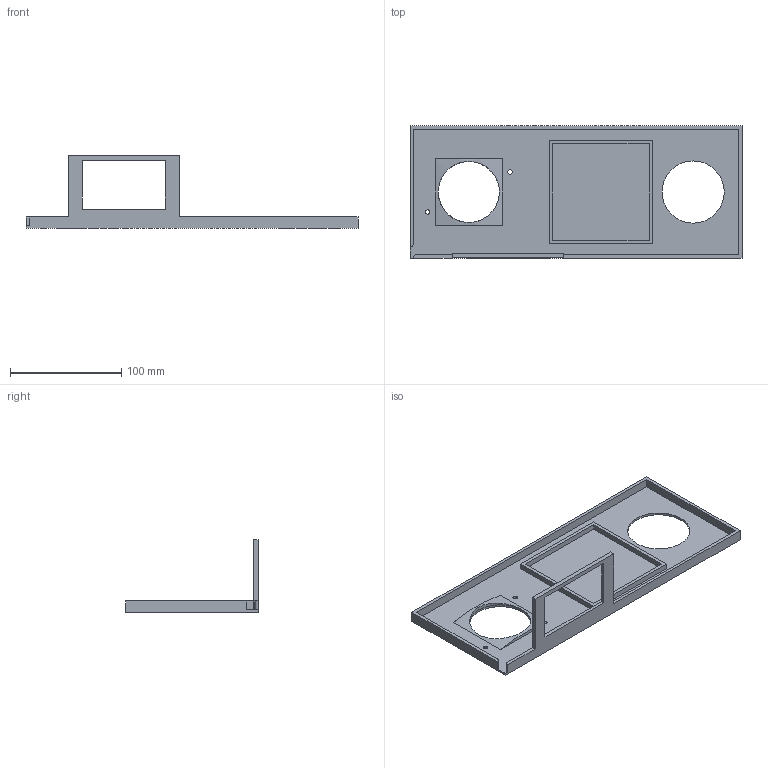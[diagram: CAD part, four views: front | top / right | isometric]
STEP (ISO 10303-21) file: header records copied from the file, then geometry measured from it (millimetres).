
FILE_DESCRIPTION(/* description */ (''),/* implementation_level */ '2;1');
FILE_NAME(/* name */ 'turtle Heizung basis v9.step',/* time_stamp */ '2025-10-28T18:14:48+01:00',/* author */ (''),/* organization */ (''),/* preprocessor_version */ 'ST-DEVELOPER v20.1',/* originating_system */ 'Autodesk Translation Framework v14.17.0.0',/* authorisation */ '');
FILE_SCHEMA (('AUTOMOTIVE_DESIGN { 1 0 10303 214 3 1 1 }'));
Length unit declared in the file: millimetre
Products named in the file (1): turtle Heizung basis
Bounding box: 299 x 119 x 65 mm (x, y, z)
Volume: 95678.1 mm3; surface area: 89384.7 mm2
Topology: 2 solids, 2 shells, 51 faces, 133 edges, 89 vertices
Faces by surface type: plane 43, cylinder 8
Full cylindrical faces by diameter (mm): 4 x2, 55 x2, 56 x1
Entity records: 1668 total; most frequent: CARTESIAN_POINT 340, ORIENTED_EDGE 266, DIRECTION 250, EDGE_CURVE 133, LINE 116, VECTOR 116, VERTEX_POINT 89, AXIS2_PLACEMENT_3D 67
